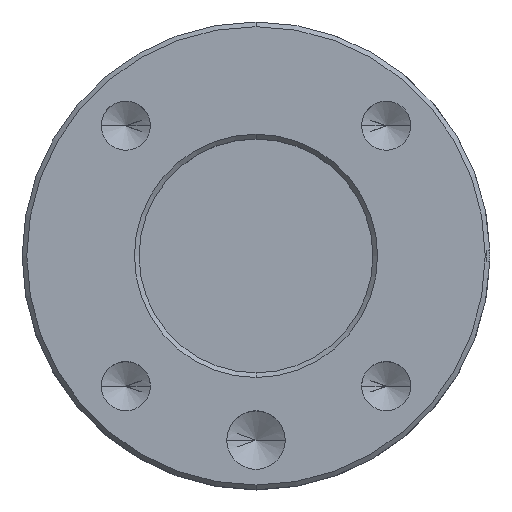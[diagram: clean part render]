
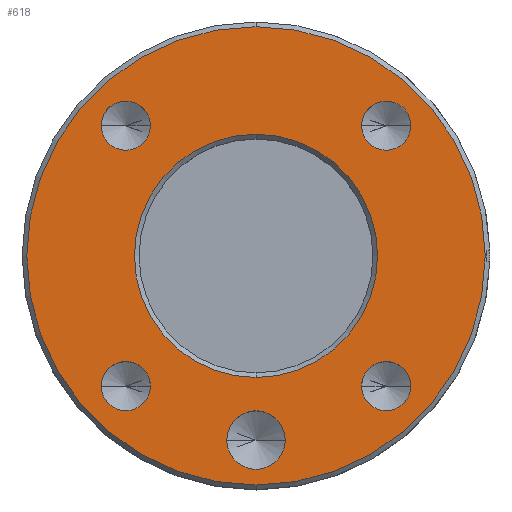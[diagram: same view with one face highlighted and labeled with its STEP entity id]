
A CAD part, top view. The second image highlights one B-rep face of the part: STEP entity #618.
In plain terms, the highlighted planar face has unit normal (0, 0, 1).
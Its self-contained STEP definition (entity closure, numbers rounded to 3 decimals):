
#48 = VERTEX_POINT ( 'NONE', #898 ) ;
#56 = ORIENTED_EDGE ( 'NONE', *, *, #471, .T. ) ;
#70 = AXIS2_PLACEMENT_3D ( 'NONE', #211, #230, #228 ) ;
#81 = EDGE_LOOP ( 'NONE', ( #161, #840 ) ) ;
#96 = AXIS2_PLACEMENT_3D ( 'NONE', #269, #268, #267 ) ;
#104 = CARTESIAN_POINT ( 'NONE',  ( 0., -19.6, 13. ) ) ;
#115 = VERTEX_POINT ( 'NONE', #914 ) ;
#116 = VERTEX_POINT ( 'NONE', #911 ) ;
#130 = ORIENTED_EDGE ( 'NONE', *, *, #369, .T. ) ;
#139 = CARTESIAN_POINT ( 'NONE',  ( -13.237, 11.137, 13. ) ) ;
#145 = AXIS2_PLACEMENT_3D ( 'NONE', #363, #360, #357 ) ;
#147 = AXIS2_PLACEMENT_3D ( 'NONE', #341, #340, #338 ) ;
#148 = VERTEX_POINT ( 'NONE', #908 ) ;
#151 = AXIS2_PLACEMENT_3D ( 'NONE', #374, #372, #370 ) ;
#154 = AXIS2_PLACEMENT_3D ( 'NONE', #392, #389, #384 ) ;
#156 = CARTESIAN_POINT ( 'NONE',  ( 9.037, 11.137, 13. ) ) ;
#157 = AXIS2_PLACEMENT_3D ( 'NONE', #400, #398, #396 ) ;
#159 = AXIS2_PLACEMENT_3D ( 'NONE', #410, #408, #407 ) ;
#161 = ORIENTED_EDGE ( 'NONE', *, *, #397, .T. ) ;
#165 = AXIS2_PLACEMENT_3D ( 'NONE', #415, #413, #412 ) ;
#176 = ORIENTED_EDGE ( 'NONE', *, *, #491, .F. ) ;
#177 = CARTESIAN_POINT ( 'NONE',  ( -2.5, -15.75, 13. ) ) ;
#195 = CARTESIAN_POINT ( 'NONE',  ( 13.237, 11.137, 13. ) ) ;
#210 = AXIS2_PLACEMENT_3D ( 'NONE', #539, #537, #535 ) ;
#211 = CARTESIAN_POINT ( 'NONE',  ( 0., 0., 13. ) ) ;
#220 = AXIS2_PLACEMENT_3D ( 'NONE', #577, #575, #573 ) ;
#221 = CARTESIAN_POINT ( 'NONE',  ( 13.237, -11.137, 13. ) ) ;
#228 = DIRECTION ( 'NONE',  ( 1., 0., 0. ) ) ;
#229 = AXIS2_PLACEMENT_3D ( 'NONE', #613, #612, #872 ) ;
#230 = DIRECTION ( 'NONE',  ( 0., 0., 1. ) ) ;
#232 = PLANE ( 'NONE',  #70 ) ;
#234 = AXIS2_PLACEMENT_3D ( 'NONE', #641, #639, #637 ) ;
#235 = CARTESIAN_POINT ( 'NONE',  ( 2.5, -15.75, 13. ) ) ;
#236 = VERTEX_POINT ( 'NONE', #851 ) ;
#240 = AXIS2_PLACEMENT_3D ( 'NONE', #674, #671, #669 ) ;
#249 = AXIS2_PLACEMENT_3D ( 'NONE', #705, #702, #697 ) ;
#261 = ORIENTED_EDGE ( 'NONE', *, *, #347, .T. ) ;
#267 = DIRECTION ( 'NONE',  ( 0., 1., 0. ) ) ;
#268 = DIRECTION ( 'NONE',  ( 0., 0., -1. ) ) ;
#269 = CARTESIAN_POINT ( 'NONE',  ( 0., 0., 13. ) ) ;
#293 = VERTEX_POINT ( 'NONE', #831 ) ;
#318 = CARTESIAN_POINT ( 'NONE',  ( 0., -10.4, 13. ) ) ;
#335 = EDGE_CURVE ( 'NONE', #712, #808, #586, .T. ) ;
#338 = DIRECTION ( 'NONE',  ( 0., 1., 0. ) ) ;
#340 = DIRECTION ( 'NONE',  ( 0., 0., -1. ) ) ;
#341 = CARTESIAN_POINT ( 'NONE',  ( 0., 0., 13. ) ) ;
#347 = EDGE_CURVE ( 'NONE', #48, #904, #576, .T. ) ;
#357 = DIRECTION ( 'NONE',  ( 1., 0., 0. ) ) ;
#359 = EDGE_CURVE ( 'NONE', #236, #148, #592, .T. ) ;
#360 = DIRECTION ( 'NONE',  ( 0., 0., -1. ) ) ;
#363 = CARTESIAN_POINT ( 'NONE',  ( 11.137, 11.137, 13. ) ) ;
#369 = EDGE_CURVE ( 'NONE', #673, #116, #626, .T. ) ;
#370 = DIRECTION ( 'NONE',  ( 1., 0., 0. ) ) ;
#372 = DIRECTION ( 'NONE',  ( 0., 0., -1. ) ) ;
#374 = CARTESIAN_POINT ( 'NONE',  ( -11.137, 11.137, 13. ) ) ;
#378 = EDGE_CURVE ( 'NONE', #667, #763, #589, .T. ) ;
#381 = ORIENTED_EDGE ( 'NONE', *, *, #378, .T. ) ;
#384 = DIRECTION ( 'NONE',  ( 1., 0., 0. ) ) ;
#389 = DIRECTION ( 'NONE',  ( 0., 0., -1. ) ) ;
#392 = CARTESIAN_POINT ( 'NONE',  ( -11.137, -11.137, 13. ) ) ;
#393 = ORIENTED_EDGE ( 'NONE', *, *, #536, .F. ) ;
#396 = DIRECTION ( 'NONE',  ( 1., 0., 0. ) ) ;
#397 = EDGE_CURVE ( 'NONE', #511, #293, #661, .T. ) ;
#398 = DIRECTION ( 'NONE',  ( 0., 0., -1. ) ) ;
#400 = CARTESIAN_POINT ( 'NONE',  ( 11.137, -11.137, 13. ) ) ;
#407 = DIRECTION ( 'NONE',  ( 1., 0., 0. ) ) ;
#408 = DIRECTION ( 'NONE',  ( 0., 0., -1. ) ) ;
#410 = CARTESIAN_POINT ( 'NONE',  ( 0., -15.75, 13. ) ) ;
#412 = DIRECTION ( 'NONE',  ( 0., -1., 0. ) ) ;
#413 = DIRECTION ( 'NONE',  ( 0., 0., -1. ) ) ;
#415 = CARTESIAN_POINT ( 'NONE',  ( 0., 0., 13. ) ) ;
#466 = EDGE_CURVE ( 'NONE', #293, #511, #864, .T. ) ;
#468 = EDGE_CURVE ( 'NONE', #763, #667, #858, .T. ) ;
#471 = EDGE_CURVE ( 'NONE', #116, #673, #797, .T. ) ;
#475 = EDGE_CURVE ( 'NONE', #148, #236, #856, .T. ) ;
#476 = EDGE_CURVE ( 'NONE', #904, #48, #818, .T. ) ;
#480 = EDGE_CURVE ( 'NONE', #808, #712, #854, .T. ) ;
#491 = EDGE_CURVE ( 'NONE', #986, #115, #789, .T. ) ;
#503 = CIRCLE ( 'NONE', #96, 19.6 ) ;
#511 = VERTEX_POINT ( 'NONE', #318 ) ;
#517 = EDGE_LOOP ( 'NONE', ( #130, #56 ) ) ;
#535 = DIRECTION ( 'NONE',  ( 0., -1., 0. ) ) ;
#536 = EDGE_CURVE ( 'NONE', #115, #986, #503, .T. ) ;
#537 = DIRECTION ( 'NONE',  ( 0., 0., -1. ) ) ;
#539 = CARTESIAN_POINT ( 'NONE',  ( 0., 0., 13. ) ) ;
#573 = DIRECTION ( 'NONE',  ( 1., 0., 0. ) ) ;
#575 = DIRECTION ( 'NONE',  ( 0., 0., -1. ) ) ;
#576 = CIRCLE ( 'NONE', #240, 2.1 ) ;
#577 = CARTESIAN_POINT ( 'NONE',  ( 0., -15.75, 13. ) ) ;
#586 = CIRCLE ( 'NONE', #249, 2.1 ) ;
#589 = CIRCLE ( 'NONE', #220, 2.5 ) ;
#592 = CIRCLE ( 'NONE', #234, 2.1 ) ;
#612 = DIRECTION ( 'NONE',  ( 0., 0., -1. ) ) ;
#613 = CARTESIAN_POINT ( 'NONE',  ( 11.137, -11.137, 13. ) ) ;
#618 = ADVANCED_FACE ( 'NONE', ( #845, #751, #783, #850, #790, #834, #809 ), #232, .T. ) ;
#620 = ORIENTED_EDGE ( 'NONE', *, *, #359, .T. ) ;
#626 = CIRCLE ( 'NONE', #229, 2.1 ) ;
#637 = DIRECTION ( 'NONE',  ( 1., 0., 0. ) ) ;
#639 = DIRECTION ( 'NONE',  ( 0., 0., -1. ) ) ;
#641 = CARTESIAN_POINT ( 'NONE',  ( -11.137, -11.137, 13. ) ) ;
#652 = ORIENTED_EDGE ( 'NONE', *, *, #476, .T. ) ;
#661 = CIRCLE ( 'NONE', #210, 10.4 ) ;
#667 = VERTEX_POINT ( 'NONE', #235 ) ;
#669 = DIRECTION ( 'NONE',  ( 1., 0., 0. ) ) ;
#671 = DIRECTION ( 'NONE',  ( 0., 0., -1. ) ) ;
#673 = VERTEX_POINT ( 'NONE', #221 ) ;
#674 = CARTESIAN_POINT ( 'NONE',  ( -11.137, 11.137, 13. ) ) ;
#697 = DIRECTION ( 'NONE',  ( 1., 0., 0. ) ) ;
#702 = DIRECTION ( 'NONE',  ( 0., 0., -1. ) ) ;
#705 = CARTESIAN_POINT ( 'NONE',  ( 11.137, 11.137, 13. ) ) ;
#712 = VERTEX_POINT ( 'NONE', #195 ) ;
#751 = FACE_BOUND ( 'NONE', #965, .T. ) ;
#763 = VERTEX_POINT ( 'NONE', #177 ) ;
#783 = FACE_BOUND ( 'NONE', #977, .T. ) ;
#789 = CIRCLE ( 'NONE', #147, 19.6 ) ;
#790 = FACE_BOUND ( 'NONE', #975, .T. ) ;
#797 = CIRCLE ( 'NONE', #157, 2.1 ) ;
#808 = VERTEX_POINT ( 'NONE', #156 ) ;
#809 = FACE_BOUND ( 'NONE', #81, .T. ) ;
#818 = CIRCLE ( 'NONE', #151, 2.1 ) ;
#826 = ORIENTED_EDGE ( 'NONE', *, *, #335, .T. ) ;
#831 = CARTESIAN_POINT ( 'NONE',  ( 0., 10.4, 13. ) ) ;
#834 = FACE_OUTER_BOUND ( 'NONE', #976, .T. ) ;
#840 = ORIENTED_EDGE ( 'NONE', *, *, #466, .T. ) ;
#845 = FACE_BOUND ( 'NONE', #968, .T. ) ;
#850 = FACE_BOUND ( 'NONE', #517, .T. ) ;
#851 = CARTESIAN_POINT ( 'NONE',  ( -9.037, -11.137, 13. ) ) ;
#854 = CIRCLE ( 'NONE', #145, 2.1 ) ;
#856 = CIRCLE ( 'NONE', #154, 2.1 ) ;
#858 = CIRCLE ( 'NONE', #159, 2.5 ) ;
#864 = CIRCLE ( 'NONE', #165, 10.4 ) ;
#872 = DIRECTION ( 'NONE',  ( 1., 0., 0. ) ) ;
#898 = CARTESIAN_POINT ( 'NONE',  ( -9.037, 11.137, 13. ) ) ;
#904 = VERTEX_POINT ( 'NONE', #139 ) ;
#908 = CARTESIAN_POINT ( 'NONE',  ( -13.237, -11.137, 13. ) ) ;
#911 = CARTESIAN_POINT ( 'NONE',  ( 9.037, -11.137, 13. ) ) ;
#914 = CARTESIAN_POINT ( 'NONE',  ( 0., 19.6, 13. ) ) ;
#919 = ORIENTED_EDGE ( 'NONE', *, *, #475, .T. ) ;
#965 = EDGE_LOOP ( 'NONE', ( #261, #652 ) ) ;
#968 = EDGE_LOOP ( 'NONE', ( #826, #985 ) ) ;
#975 = EDGE_LOOP ( 'NONE', ( #381, #982 ) ) ;
#976 = EDGE_LOOP ( 'NONE', ( #393, #176 ) ) ;
#977 = EDGE_LOOP ( 'NONE', ( #620, #919 ) ) ;
#982 = ORIENTED_EDGE ( 'NONE', *, *, #468, .T. ) ;
#985 = ORIENTED_EDGE ( 'NONE', *, *, #480, .T. ) ;
#986 = VERTEX_POINT ( 'NONE', #104 ) ;
